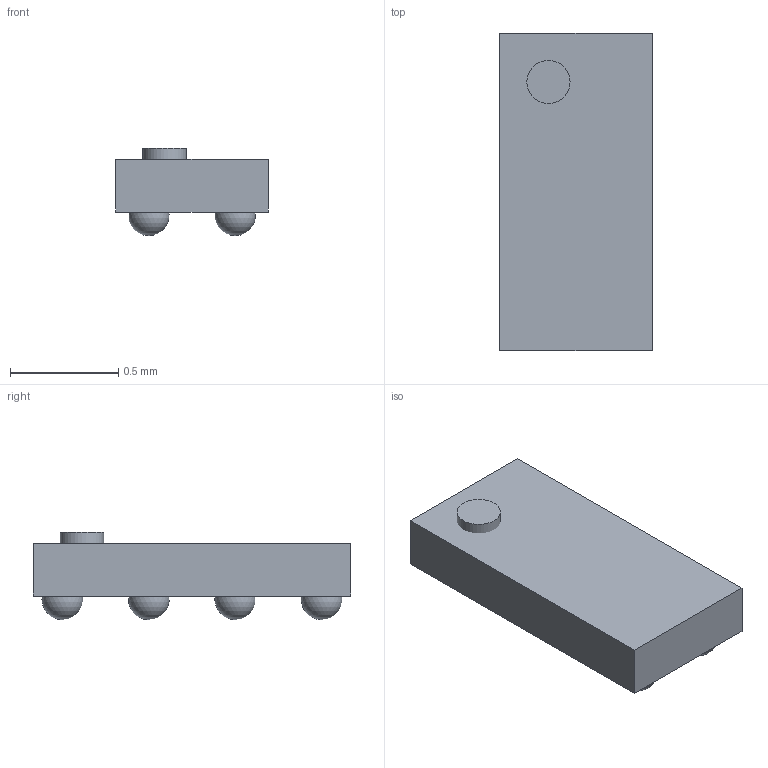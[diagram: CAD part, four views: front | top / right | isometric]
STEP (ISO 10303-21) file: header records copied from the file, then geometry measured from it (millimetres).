
FILE_DESCRIPTION(/* description */ ('model of Texas_DSBGA-8_0.705x1.468mm_Layout2x4_P0.4mm'),/* implementation_level */ '2;1');
FILE_NAME(/* name */ 'Texas_DSBGA-8_0.705x1.468mm_Layout2x4_P0.4mm.step',/* time_stamp */ '2023-01-12T11:32:43',/* author */ ('KiCAD','kicad'),/* organization */ ('OCCT'),/* preprocessor_version */ '',/* originating_system */ 'KiCAD',/* authorisation */ '');
FILE_SCHEMA(('AUTOMOTIVE_DESIGN { 1 0 10303 214 1 1 1 1 }'));
Length unit declared in the file: millimetre
Products named in the file (9): CQ assembly; 72643a04-9264-11ed-a05f-a0cec80452fd; 72643a04-9264-11ed-a05f-a0cec80452fd_part; 72643ee6-9264-11ed-a05f-a0cec80452fd; 72643ee6-9264-11ed-a05f-a0cec80452fd_part; 72644210-9264-11ed-a05f-a0cec80452fd; 72644210-9264-11ed-a05f-a0cec80452fd_part; 726444cc-9264-11ed-a05f-a0cec80452fd; 726444cc-9264-11ed-a05f-a0cec80452fd_part
Assembly tree (8 placements, depth 4):
  CQ assembly
    72643a04-9264-11ed-a05f-a0cec80452fd
      72643a04-9264-11ed-a05f-a0cec80452fd_part
      72643ee6-9264-11ed-a05f-a0cec80452fd
        72643ee6-9264-11ed-a05f-a0cec80452fd_part
      72644210-9264-11ed-a05f-a0cec80452fd
        72644210-9264-11ed-a05f-a0cec80452fd_part
      726444cc-9264-11ed-a05f-a0cec80452fd
        726444cc-9264-11ed-a05f-a0cec80452fd_part
Bounding box: 0.7 x 1.47 x 0.4 mm (x, y, z)
Volume: 0.3 mm3; surface area: 4.3 mm2
Topology: 10 solids, 10 shells, 25 faces, 63 edges, 42 vertices
Faces by surface type: sphere 16, plane 8, cylinder 1
Full cylindrical faces by diameter (mm): 0.2 x1
Entity records: 775 total; most frequent: DIRECTION 117, CARTESIAN_POINT 99, ORIENTED_EDGE 62, AXIS2_PLACEMENT_3D 52, VERTEX_POINT 34, FACE_BOUND 33, EDGE_CURVE 31, ADVANCED_FACE 25
